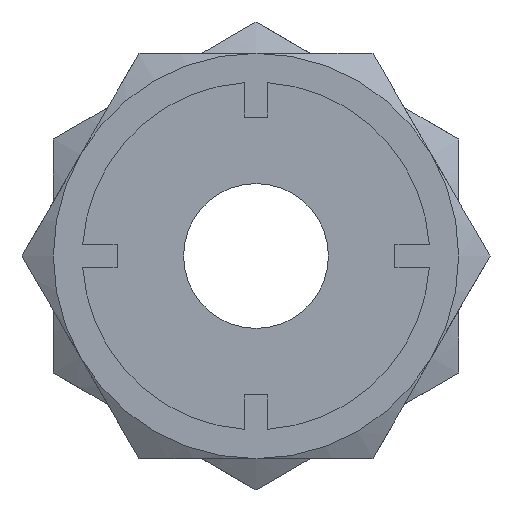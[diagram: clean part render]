
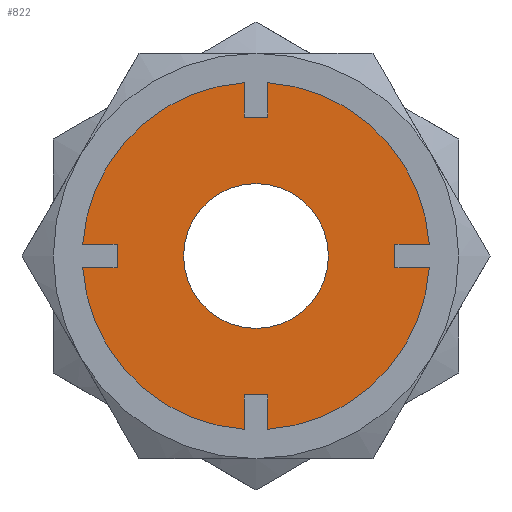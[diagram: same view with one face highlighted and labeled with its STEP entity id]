
A CAD part, left-side view. The second image highlights one B-rep face of the part: STEP entity #822.
In plain terms, the highlighted planar face has unit normal (-1, 0, 0).
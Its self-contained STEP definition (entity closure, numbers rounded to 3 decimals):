
#362=VERTEX_POINT('',#974);
#374=EDGE_CURVE('',#878,#504,#988,.T.);
#394=VERTEX_POINT('',#1009);
#420=EDGE_CURVE('',#766,#560,#1041,.T.);
#474=VERTEX_POINT('',#1099);
#504=VERTEX_POINT('',#1132);
#516=VERTEX_POINT('',#1147);
#522=VERTEX_POINT('',#1154);
#524=VERTEX_POINT('',#1156);
#540=EDGE_CURVE('',#516,#678,#1173,.T.);
#560=VERTEX_POINT('',#1196);
#564=EDGE_CURVE('',#394,#362,#1200,.T.);
#572=EDGE_CURVE('',#826,#678,#1209,.T.);
#634=VERTEX_POINT('',#1280);
#654=VERTEX_POINT('',#1301);
#662=EDGE_CURVE('',#362,#394,#1309,.T.);
#678=VERTEX_POINT('',#1327);
#722=EDGE_CURVE('',#524,#634,#1376,.T.);
#748=VERTEX_POINT('',#1403);
#750=EDGE_CURVE('',#504,#766,#1405,.T.);
#756=EDGE_CURVE('',#826,#522,#1411,.T.);
#762=EDGE_CURVE('',#874,#516,#1418,.T.);
#766=VERTEX_POINT('',#1422);
#816=VERTEX_POINT('',#1481);
#822=ADVANCED_FACE('',(#1487,#1488),#1489,.T.);
#826=VERTEX_POINT('',#1493);
#844=EDGE_CURVE('',#748,#874,#1513,.T.);
#858=EDGE_CURVE('',#748,#560,#1528,.T.);
#874=VERTEX_POINT('',#1545);
#876=EDGE_CURVE('',#816,#654,#1547,.T.);
#878=VERTEX_POINT('',#1549);
#880=EDGE_CURVE('',#878,#634,#1551,.T.);
#886=EDGE_CURVE('',#816,#474,#1557,.T.);
#892=EDGE_CURVE('',#522,#910,#1563,.T.);
#896=EDGE_CURVE('',#654,#524,#1567,.T.);
#910=VERTEX_POINT('',#1584);
#912=EDGE_CURVE('',#910,#474,#1586,.T.);
#974=CARTESIAN_POINT('',(-9.,0.,-2.5));
#988=LINE('',#1734,#1735);
#1009=CARTESIAN_POINT('',(-9.,0.,2.5));
#1041=LINE('',#1846,#1847);
#1099=CARTESIAN_POINT('',(-9.,0.4,5.987));
#1132=CARTESIAN_POINT('',(-9.,0.4,-4.8));
#1147=CARTESIAN_POINT('',(-9.,-4.8,0.4));
#1154=CARTESIAN_POINT('',(-9.,-0.4,4.8));
#1156=CARTESIAN_POINT('',(-9.0,4.8,-0.4));
#1173=LINE('',#2114,#2115);
#1196=CARTESIAN_POINT('',(-9.,-0.4,-5.987));
#1200=CIRCLE('',#2156,2.5);
#1209=CIRCLE('',#2167,6.);
#1280=CARTESIAN_POINT('',(-9.,5.987,-0.4));
#1301=CARTESIAN_POINT('',(-9.0,4.8,0.4));
#1309=CIRCLE('',#2333,2.5);
#1327=CARTESIAN_POINT('',(-9.,-5.987,0.4));
#1376=LINE('',#2448,#2449);
#1403=CARTESIAN_POINT('',(-9.,-5.987,-0.4));
#1405=LINE('',#2515,#2516);
#1411=LINE('',#2533,#2534);
#1418=LINE('',#2552,#2553);
#1422=CARTESIAN_POINT('',(-9.,-0.4,-4.8));
#1481=CARTESIAN_POINT('',(-9.,5.987,0.4));
#1487=FACE_BOUND('',#2679,.T.);
#1488=FACE_OUTER_BOUND('',#2680,.T.);
#1489=PLANE('',#2681);
#1493=CARTESIAN_POINT('',(-9.,-0.4,5.987));
#1513=LINE('',#2737,#2738);
#1528=CIRCLE('',#2775,6.);
#1545=CARTESIAN_POINT('',(-9.,-4.8,-0.4));
#1547=LINE('',#2807,#2808);
#1549=CARTESIAN_POINT('',(-9.,0.4,-5.987));
#1551=CIRCLE('',#2813,6.);
#1557=CIRCLE('',#2823,6.);
#1563=LINE('',#2842,#2843);
#1567=LINE('',#2848,#2849);
#1584=CARTESIAN_POINT('',(-9.,0.4,4.8));
#1586=LINE('',#2872,#2873);
#1734=CARTESIAN_POINT('',(-9.,0.4,-0.275));
#1735=VECTOR('',#2935,1.0);
#1846=CARTESIAN_POINT('',(-9.,-0.4,-0.875));
#1847=VECTOR('',#2996,1.0);
#2114=CARTESIAN_POINT('',(-9.,-3.,0.4));
#2115=VECTOR('',#3120,1.0);
#2156=AXIS2_PLACEMENT_3D('',#3150,#3151,#3152);
#2167=AXIS2_PLACEMENT_3D('',#3164,#3165,#3166);
#2333=AXIS2_PLACEMENT_3D('',#3280,#3281,#3282);
#2448=CARTESIAN_POINT('',(-9.,3.,-0.4));
#2449=VECTOR('',#3365,1.0);
#2515=CARTESIAN_POINT('',(-9.,-0.2,-4.8));
#2516=VECTOR('',#3382,1.0);
#2533=CARTESIAN_POINT('',(-9.,-0.4,4.525));
#2534=VECTOR('',#3383,1.0);
#2552=CARTESIAN_POINT('',(-9.,-4.8,2.325));
#2553=VECTOR('',#3392,1.0);
#2679=EDGE_LOOP('',(#3485,#3486));
#2680=EDGE_LOOP('',(#3487,#3488,#3489,#3490,#3491,#3492,#3493,#3494,#3495,#3496,#3497,#3498,#3499,#3500,#3501,#3502));
#2681=AXIS2_PLACEMENT_3D('',#3503,#3504,#3505);
#2737=CARTESIAN_POINT('',(-9.,-2.4,-0.4));
#2738=VECTOR('',#3524,1.0);
#2775=AXIS2_PLACEMENT_3D('',#3535,#3536,#3537);
#2807=CARTESIAN_POINT('',(-9.,2.4,0.4));
#2808=VECTOR('',#3551,1.0);
#2813=AXIS2_PLACEMENT_3D('',#3552,#3553,#3554);
#2823=AXIS2_PLACEMENT_3D('',#3559,#3560,#3561);
#2842=CARTESIAN_POINT('',(-9.,0.2,4.8));
#2843=VECTOR('',#3563,1.0);
#2848=CARTESIAN_POINT('',(-9.,4.8,1.925));
#2849=VECTOR('',#3564,1.0);
#2872=CARTESIAN_POINT('',(-9.,0.4,5.125));
#2873=VECTOR('',#3592,1.0);
#2935=DIRECTION('',(0.0,0.0,1.0));
#2996=DIRECTION('',(0.0,0.0,-1.0));
#3120=DIRECTION('',(0.0,-1.0,0.0));
#3150=CARTESIAN_POINT('',(-9.,0.,0.));
#3151=DIRECTION('',(1.0,0.0,0.0));
#3152=DIRECTION('',(0.0,0.,1.0));
#3164=CARTESIAN_POINT('',(-9.,0.,0.));
#3165=DIRECTION('',(1.0,0.0,0.0));
#3166=DIRECTION('',(0.0,0.,1.0));
#3280=CARTESIAN_POINT('',(-9.,0.,0.));
#3281=DIRECTION('',(1.0,0.0,0.0));
#3282=DIRECTION('',(0.0,0.,1.0));
#3365=DIRECTION('',(0.0,1.0,0.0));
#3382=DIRECTION('',(0.0,-1.0,0.0));
#3383=DIRECTION('',(0.0,0.0,-1.0));
#3392=DIRECTION('',(0.0,0.0,1.0));
#3485=ORIENTED_EDGE('',*,*,#564,.T.);
#3486=ORIENTED_EDGE('',*,*,#662,.T.);
#3487=ORIENTED_EDGE('',*,*,#844,.T.);
#3488=ORIENTED_EDGE('',*,*,#762,.T.);
#3489=ORIENTED_EDGE('',*,*,#540,.T.);
#3490=ORIENTED_EDGE('',*,*,#572,.F.);
#3491=ORIENTED_EDGE('',*,*,#756,.T.);
#3492=ORIENTED_EDGE('',*,*,#892,.T.);
#3493=ORIENTED_EDGE('',*,*,#912,.T.);
#3494=ORIENTED_EDGE('',*,*,#886,.F.);
#3495=ORIENTED_EDGE('',*,*,#876,.T.);
#3496=ORIENTED_EDGE('',*,*,#896,.T.);
#3497=ORIENTED_EDGE('',*,*,#722,.T.);
#3498=ORIENTED_EDGE('',*,*,#880,.F.);
#3499=ORIENTED_EDGE('',*,*,#374,.T.);
#3500=ORIENTED_EDGE('',*,*,#750,.T.);
#3501=ORIENTED_EDGE('',*,*,#420,.T.);
#3502=ORIENTED_EDGE('',*,*,#858,.F.);
#3503=CARTESIAN_POINT('',(-9.,0.,4.25));
#3504=DIRECTION('',(-1.0,-0.0,0.0));
#3505=DIRECTION('',(0.0,0.,-1.0));
#3524=DIRECTION('',(0.0,1.0,0.0));
#3535=CARTESIAN_POINT('',(-9.,0.,0.));
#3536=DIRECTION('',(1.0,0.0,0.0));
#3537=DIRECTION('',(0.0,0.,1.0));
#3551=DIRECTION('',(0.0,-1.0,0.0));
#3552=CARTESIAN_POINT('',(-9.,0.,0.));
#3553=DIRECTION('',(1.0,0.0,0.0));
#3554=DIRECTION('',(0.0,0.,1.0));
#3559=CARTESIAN_POINT('',(-9.,0.,0.));
#3560=DIRECTION('',(1.0,0.0,0.0));
#3561=DIRECTION('',(0.0,0.,1.0));
#3563=DIRECTION('',(0.0,1.0,0.0));
#3564=DIRECTION('',(0.0,0.0,-1.0));
#3592=DIRECTION('',(0.0,0.0,1.0));
